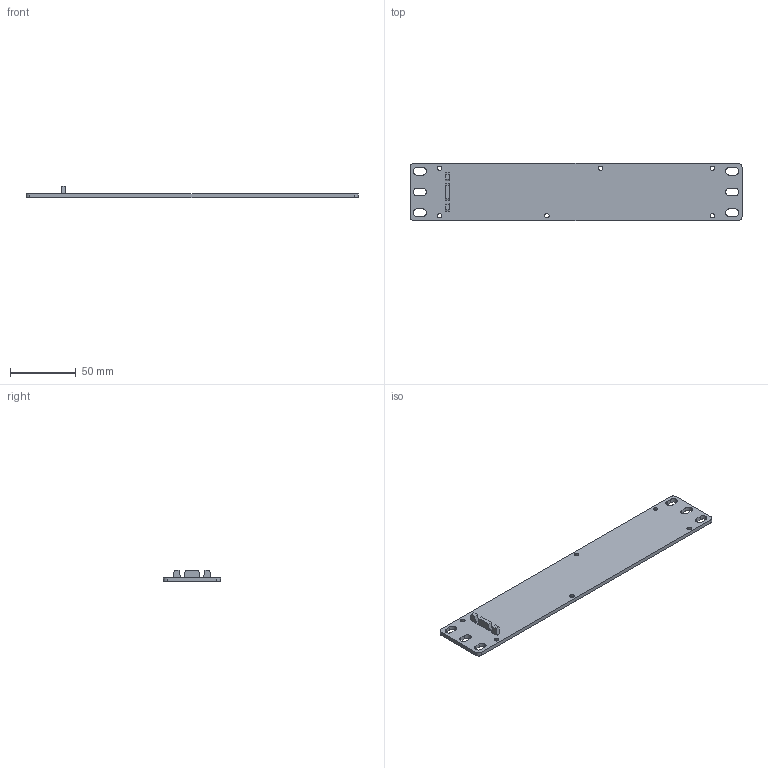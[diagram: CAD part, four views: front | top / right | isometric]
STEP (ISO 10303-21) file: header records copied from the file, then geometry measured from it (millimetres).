
FILE_DESCRIPTION(('FreeCAD Model'),'2;1');
FILE_NAME('Open CASCADE Shape Model','2025-05-01T12:03:15',(''),(''), 'Open CASCADE STEP processor 7.8','FreeCAD','Unknown');
FILE_SCHEMA(('AUTOMOTIVE_DESIGN { 1 0 10303 214 1 1 1 1 }'));
Length unit declared in the file: millimetre
Products named in the file (1): PDU rackmount cover plate
Bounding box: 253 x 43.45 x 9 mm (x, y, z)
Volume: 32038.7 mm3; surface area: 23994.5 mm2
Topology: 1 solids, 1 shells, 85 faces, 240 edges, 160 vertices
Faces by surface type: plane 51, cylinder 28, cone 6
Entity records: 2832 total; most frequent: CARTESIAN_POINT 486, DIRECTION 480, ORIENTED_EDGE 480, EDGE_CURVE 240, LINE 172, VECTOR 172, VERTEX_POINT 160, AXIS2_PLACEMENT_3D 154
